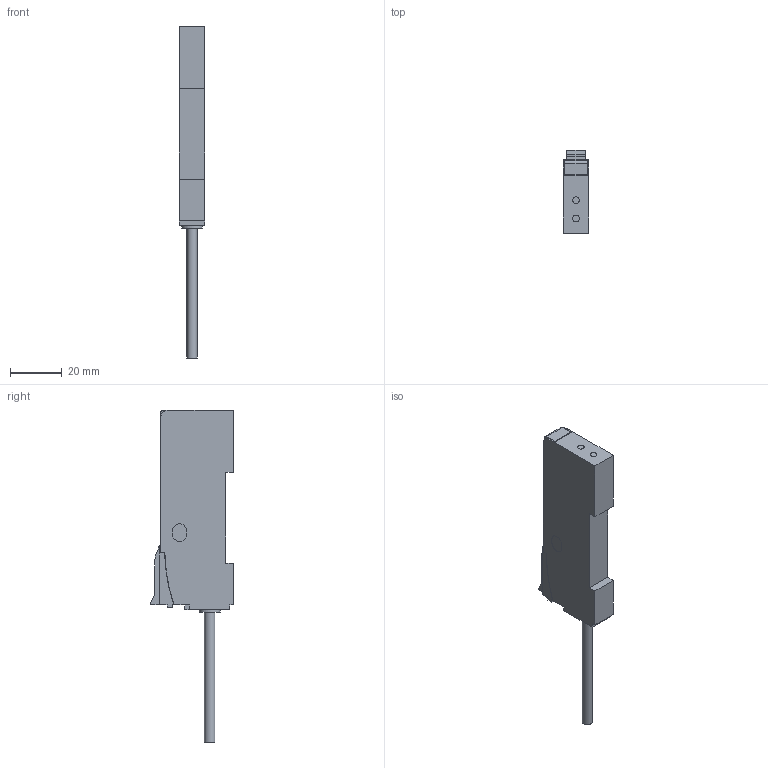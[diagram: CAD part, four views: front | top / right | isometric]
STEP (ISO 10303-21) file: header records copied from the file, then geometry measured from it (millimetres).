
FILE_DESCRIPTION(/* description */ (''),/* implementation_level */ '2;1');
FILE_NAME(/* name */ 'OL110000.stp',/* time_stamp */ '2016-10-07T14:28:01+02:00',/* author */ ('mitarbeiter'),/* organization */ (''),/* preprocessor_version */ 'ST-DEVELOPER v15.2',/* originating_system */ 'Autodesk Inventor 2014',/* authorisation */ '');
FILE_SCHEMA (('AUTOMOTIVE_DESIGN { 1 0 10303 214 3 1 1 }'));
Length unit declared in the file: millimetre
Products named in the file (3): fx-505-c2_amp; fx-500_cover; OL110000
Bounding box: 10 x 32 x 127.8 mm (x, y, z)
Volume: 21049.9 mm3; surface area: 8182.8 mm2
Topology: 2 solids, 2 shells, 173 faces, 430 edges, 286 vertices
Faces by surface type: plane 151, cylinder 22
Full cylindrical faces by diameter (mm): 1 x4, 2.6 x2, 4 x1, 8 x1
Entity records: 5090 total; most frequent: CARTESIAN_POINT 886, ORIENTED_EDGE 844, DIRECTION 822, EDGE_CURVE 422, LINE 378, VECTOR 378, VERTEX_POINT 286, AXIS2_PLACEMENT_3D 222
